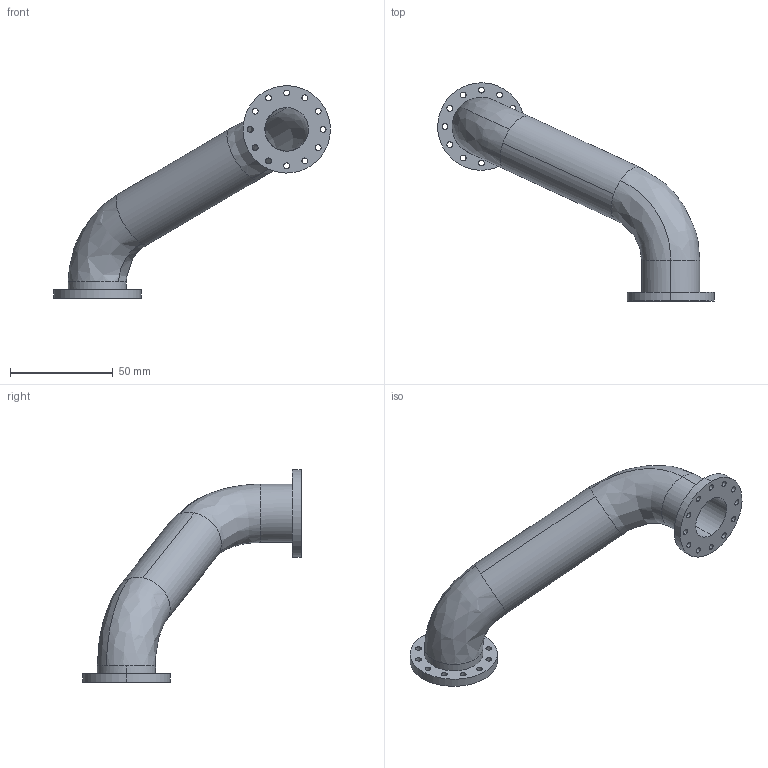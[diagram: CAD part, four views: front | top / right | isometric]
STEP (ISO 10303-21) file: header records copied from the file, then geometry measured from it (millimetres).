
FILE_DESCRIPTION(('FreeCAD Model'),'2;1');
FILE_NAME('Open CASCADE Shape Model','2025-05-03T18:41:40',('FreeCAD'),( 'FreeCAD'),'Open CASCADE STEP processor 7.6','FreeCAD','Unknown');
FILE_SCHEMA(('AUTOMOTIVE_DESIGN { 1 0 10303 214 1 1 1 1 }'));
Length unit declared in the file: millimetre
Products named in the file (1): Open CASCADE STEP translator 7.6 1
Bounding box: 134.88 x 106.48 x 103.66 mm (x, y, z)
Volume: 54968.1 mm3; surface area: 32225.9 mm2
Topology: 1 solids, 1 shells, 76 faces, 217 edges, 150 vertices
Faces by surface type: bspline 76
Entity records: 14176 total; most frequent: CARTESIAN_POINT 12950, ORIENTED_EDGE 424, EDGE_CURVE 212, VERTEX_POINT 140, FACE_BOUND 128, EDGE_LOOP 128, B_SPLINE_CURVE_WITH_KNOTS 83, ADVANCED_FACE 76
